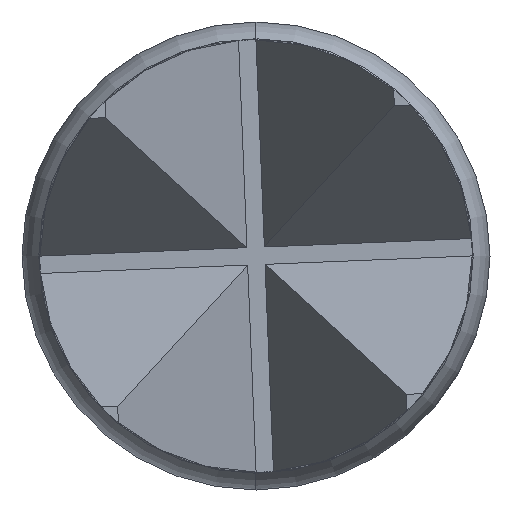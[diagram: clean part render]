
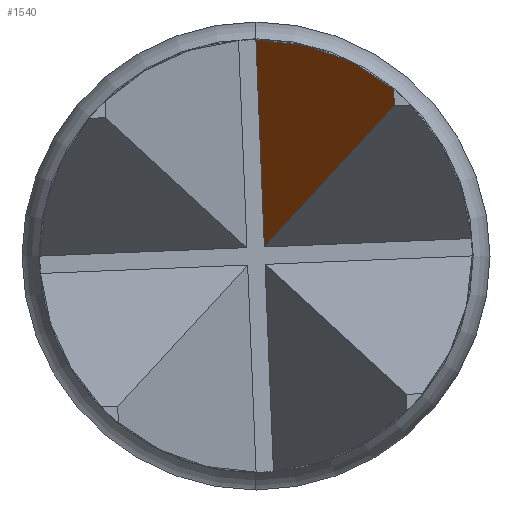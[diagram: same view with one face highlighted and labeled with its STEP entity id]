
A CAD part, left-side view. The second image highlights one B-rep face of the part: STEP entity #1540.
In plain terms, the highlighted planar face has unit normal (-0.5, 0.865, -0.035).
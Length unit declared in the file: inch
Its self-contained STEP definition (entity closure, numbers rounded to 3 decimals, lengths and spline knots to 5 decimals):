
#64 = EDGE_CURVE ( 'NONE', #632, #866, #1741, .T. ) ;
#273 =( BOUNDED_CURVE ( )  B_SPLINE_CURVE ( 3, ( #694, #592, #546, #656 ),
 .UNSPECIFIED., .F., .F. ) 
 B_SPLINE_CURVE_WITH_KNOTS ( ( 4, 4 ),
 ( 3.98148, 4.67214 ),
 .UNSPECIFIED. ) 
 CURVE ( )  GEOMETRIC_REPRESENTATION_ITEM ( )  RATIONAL_B_SPLINE_CURVE ( ( 1., 0.961, 0.961, 1. ) ) 
 REPRESENTATION_ITEM ( '' )  );
#301 = LINE ( 'NONE', #1071, #1789 ) ;
#421 = DIRECTION ( 'NONE',  ( 0., -0.041, -0.999 ) ) ;
#546 = CARTESIAN_POINT ( 'NONE',  ( -0.4431, -0.00583, 0.02485 ) ) ;
#582 = CARTESIAN_POINT ( 'NONE',  ( -0.433, -0.00096, 0.00104 ) ) ;
#592 = CARTESIAN_POINT ( 'NONE',  ( -0.45247, -0.01132, 0.02288 ) ) ;
#613 = CARTESIAN_POINT ( 'NONE',  ( -0.433, 0.03651, 0.92218 ) ) ;
#632 = VERTEX_POINT ( 'NONE', #1647 ) ;
#636 = DIRECTION ( 'NONE',  ( -0.5, 0.865, -0.035 ) ) ;
#656 = CARTESIAN_POINT ( 'NONE',  ( -0.433, 0.00001, 0.02485 ) ) ;
#680 = ORIENTED_EDGE ( 'NONE', *, *, #1443, .F. ) ;
#694 = CARTESIAN_POINT ( 'NONE',  ( -0.46, -0.01582, 0.01916 ) ) ;
#711 = VERTEX_POINT ( 'NONE', #1095 ) ;
#753 = VECTOR ( 'NONE', #421, 39.37008 ) ;
#776 = CARTESIAN_POINT ( 'NONE',  ( -0.46, -0.0159, 0.01725 ) ) ;
#778 = VERTEX_POINT ( 'NONE', #776 ) ;
#845 = EDGE_CURVE ( 'NONE', #711, #632, #273, .T. ) ;
#866 = VERTEX_POINT ( 'NONE', #582 ) ;
#989 = ORIENTED_EDGE ( 'NONE', *, *, #64, .T. ) ;
#1051 = DIRECTION ( 'NONE',  ( 0., -0.041, -0.999 ) ) ;
#1071 = CARTESIAN_POINT ( 'NONE',  ( -0.46, -0.01657, 0.00067 ) ) ;
#1078 = CARTESIAN_POINT ( 'NONE',  ( -0.433, 0.03651, 0.92218 ) ) ;
#1079 = CARTESIAN_POINT ( 'NONE',  ( -0.75236, -0.17769, 0.19276 ) ) ;
#1095 = CARTESIAN_POINT ( 'NONE',  ( -0.46, -0.01582, 0.01916 ) ) ;
#1099 = DIRECTION ( 'NONE',  ( -0.775, -0.429, 0.465 ) ) ;
#1144 = ORIENTED_EDGE ( 'NONE', *, *, #845, .T. ) ;
#1152 = EDGE_LOOP ( 'NONE', ( #989, #1497, #680, #1144 ) ) ;
#1397 = AXIS2_PLACEMENT_3D ( 'NONE', #613, #636, #1765 ) ;
#1413 = EDGE_CURVE ( 'NONE', #866, #778, #1844, .T. ) ;
#1443 = EDGE_CURVE ( 'NONE', #711, #778, #301, .T. ) ;
#1497 = ORIENTED_EDGE ( 'NONE', *, *, #1413, .T. ) ;
#1540 = ADVANCED_FACE ( 'NONE', ( #1604 ), #1735, .T. ) ;
#1604 = FACE_OUTER_BOUND ( 'NONE', #1152, .T. ) ;
#1647 = CARTESIAN_POINT ( 'NONE',  ( -0.433, 0.00001, 0.02485 ) ) ;
#1700 = VECTOR ( 'NONE', #1099, 39.37008 ) ;
#1735 = PLANE ( 'NONE',  #1397 ) ;
#1741 = LINE ( 'NONE', #1078, #753 ) ;
#1765 = DIRECTION ( 'NONE',  ( -0.866, -0.5, 0.02 ) ) ;
#1789 = VECTOR ( 'NONE', #1051, 39.37008 ) ;
#1844 = LINE ( 'NONE', #1079, #1700 ) ;
